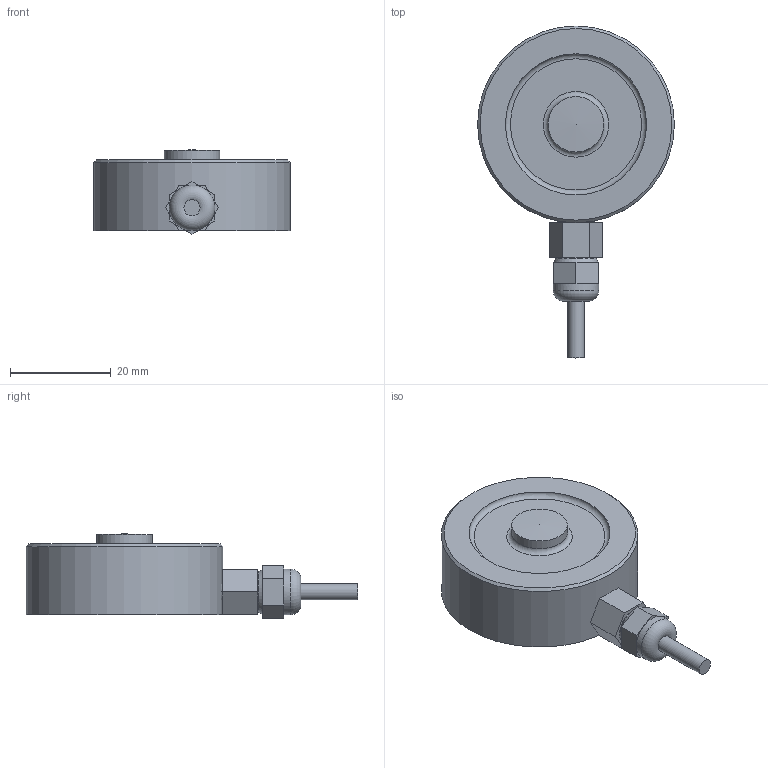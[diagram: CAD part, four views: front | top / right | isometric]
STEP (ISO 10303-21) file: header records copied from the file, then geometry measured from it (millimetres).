
FILE_DESCRIPTION( ( 'Unknown' ), '1' );
FILE_NAME( 'K-13_20kN.stp', 'Unknown', ( 'Unknown' ), ( 'Unknown' ), 'PSStep 17.0.49', 'Unknown', ' ' );
FILE_SCHEMA( ( 'AUTOMOTIVE_DESIGN { 1 0 10303 214 1 1 1 1 }' ) );
Length unit declared in the file: millimetre
Products named in the file (4): Assem1; 1275-001_doc-00056070; skindicht-mini m6x1_doc-00006679; kabeldurchmesser 3_doc-00037959
Assembly tree (3 placements, depth 2):
  Assem1
    1275-001_doc-00056070
    skindicht-mini m6x1_doc-00006679
    kabeldurchmesser 3_doc-00037959
Bounding box: 39 x 65.81 x 16.7 mm (x, y, z)
Volume: 17059.1 mm3; surface area: 5610.9 mm2
Topology: 3 solids, 4 shells, 77 faces, 166 edges, 100 vertices
Faces by surface type: plane 35, cylinder 20, cone 18, torus 3, sphere 1
Full cylindrical faces by diameter (mm): 2.459 x3, 3.2 x2, 8 x1, 9.026 x1, 11 x1, 28 x1, 39 x1
Entity records: 2558 total; most frequent: DIRECTION 358, CARTESIAN_POINT 305, ORIENTED_EDGE 264, AXIS2_PLACEMENT_3D 145, EDGE_CURVE 132, EDGE_LOOP 106, VERTEX_POINT 92, FACE_OUTER_BOUND 90
